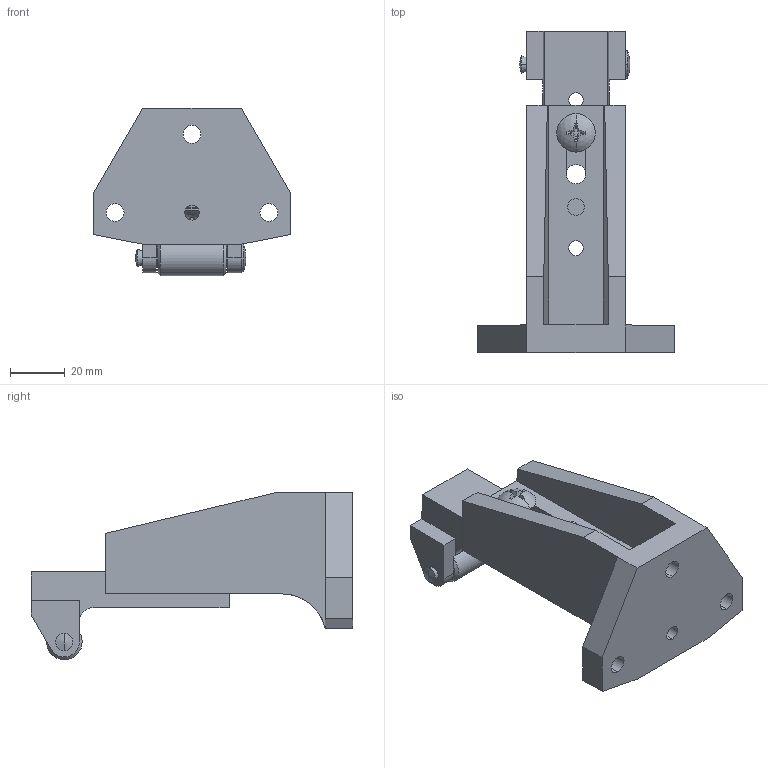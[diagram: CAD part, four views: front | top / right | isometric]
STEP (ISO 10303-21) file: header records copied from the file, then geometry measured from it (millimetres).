
FILE_DESCRIPTION (( 'STEP AP203' ), '1' );
FILE_NAME ('sone3D.STEP', '2013-05-30T02:10:01', ( '' ), ( '' ), 'SwSTEP 2.0', 'SolidWorks 2012', '' );
FILE_SCHEMA (( 'CONFIG_CONTROL_DESIGN' ));
Length unit declared in the file: millimetre
Products named in the file (7): 歯付座金M6外歯形; 廫帤寠晅僩儔僗偹偠M6_M6亊20; sone3D; FA-602S-2本体_; FA-602S-2ローラーシャフト__カシメ; FA-602S-2止め金_; FA-602S-2儘乕儔乕_
Assembly tree (8 placements, depth 2):
  sone3D
    FA-602S-2本体_
    FA-602S-2止め金_
    FA-602S-2ローラーシャフト__カシメ
    FA-602S-2儘乕儔乕_
    廫帤寠晅僩儔僗偹偠M6_M6亊20  x2
    歯付座金M6外歯形  x2
Bounding box: 72 x 117 x 61 mm (x, y, z)
Volume: 100666.5 mm3; surface area: 36515.4 mm2
Topology: 8 solids, 8 shells, 202 faces, 521 edges, 336 vertices
Faces by surface type: plane 102, cylinder 60, cone 18, bspline 16, sphere 6
Entity records: 6272 total; most frequent: CARTESIAN_POINT 1103, DIRECTION 923, ORIENTED_EDGE 906, EDGE_CURVE 453, AXIS2_PLACEMENT_3D 320, VERTEX_POINT 292, VECTOR 283, LINE 283
